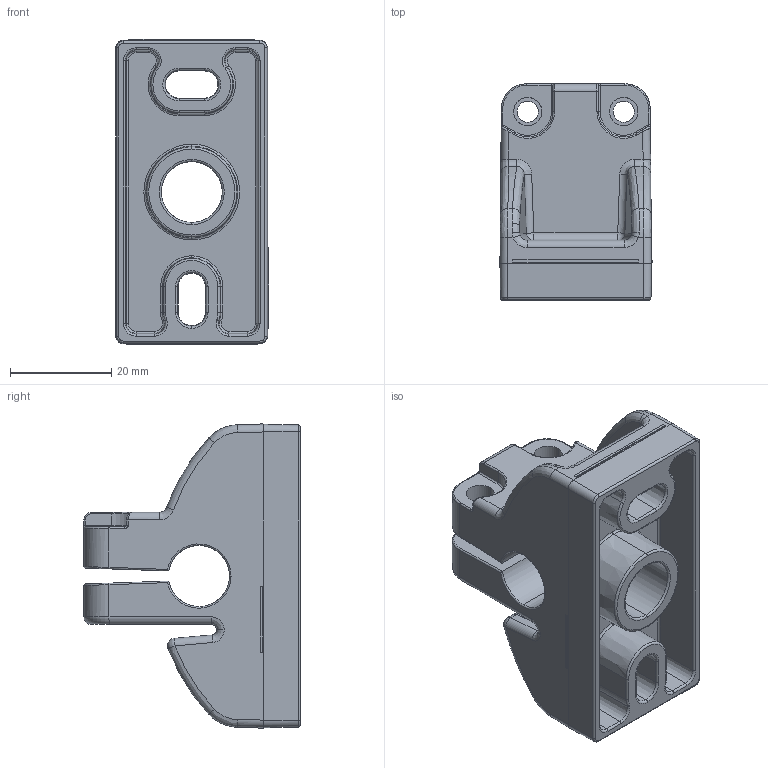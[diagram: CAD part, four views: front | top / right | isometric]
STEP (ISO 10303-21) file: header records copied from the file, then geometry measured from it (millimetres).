
FILE_DESCRIPTION (( 'STEP AP203' ), '1' );
FILE_NAME ('BMS CU-M-D12-B040-0X.STEP', '2016-12-13T08:26:09', ( '' ), ( '' ), 'SwSTEP 2.0', 'SolidWorks 2015', '' );
FILE_SCHEMA (( 'CONFIG_CONTROL_DESIGN' ));
Length unit declared in the file: millimetre
Products named in the file (1): BMS CU-M-D12-B040-0X
Bounding box: 30.32 x 42.75 x 60.39 mm (x, y, z)
Volume: 25677 mm3; surface area: 15152.1 mm2
Topology: 2 solids, 2 shells, 378 faces, 900 edges, 532 vertices
Faces by surface type: cylinder 143, plane 86, bspline 65, torus 58, cone 20, sphere 6
Entity records: 12564 total; most frequent: CARTESIAN_POINT 4278, ORIENTED_EDGE 1776, DIRECTION 1695, EDGE_CURVE 888, AXIS2_PLACEMENT_3D 668, VERTEX_POINT 528, EDGE_LOOP 406, FACE_OUTER_BOUND 378
